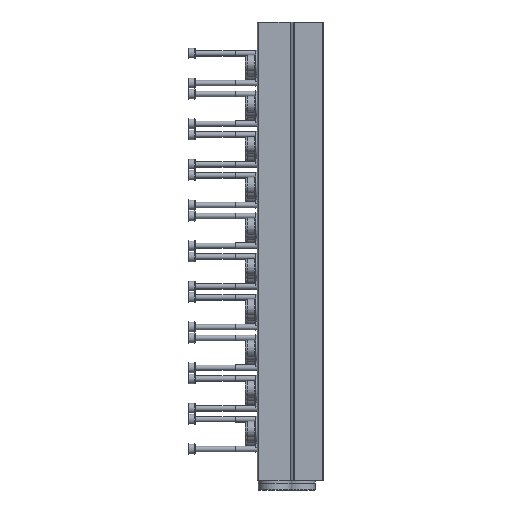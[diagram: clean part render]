
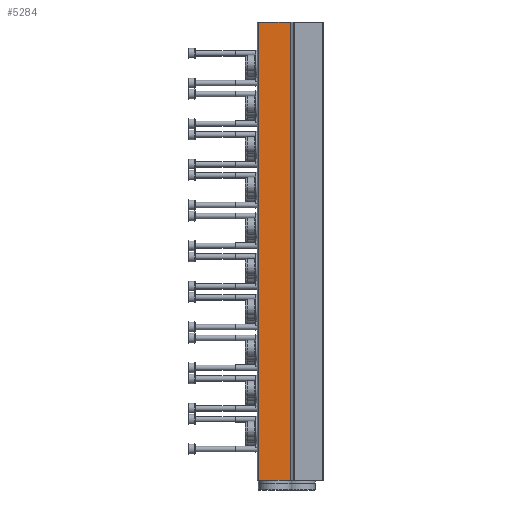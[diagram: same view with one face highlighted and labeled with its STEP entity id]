
A CAD part, left-side view. The second image highlights one B-rep face of the part: STEP entity #5284.
In plain terms, the highlighted planar face has unit normal (-1, 0, 0).
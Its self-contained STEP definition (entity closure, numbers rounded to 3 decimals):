
#270=PLANE('',#5694);
#834=ORIENTED_EDGE('',*,*,#2162,.F.);
#835=ORIENTED_EDGE('',*,*,#2161,.F.);
#836=ORIENTED_EDGE('',*,*,#2163,.T.);
#837=ORIENTED_EDGE('',*,*,#2164,.T.);
#2161=EDGE_CURVE('',#2825,#2823,#3316,.T.);
#2162=EDGE_CURVE('',#2823,#2826,#3317,.T.);
#2163=EDGE_CURVE('',#2825,#2827,#3318,.T.);
#2164=EDGE_CURVE('',#2827,#2826,#3319,.T.);
#2823=VERTEX_POINT('',#8769);
#2825=VERTEX_POINT('',#8773);
#2826=VERTEX_POINT('',#8777);
#2827=VERTEX_POINT('',#8779);
#3316=LINE('',#8774,#3615);
#3317=LINE('',#8776,#3616);
#3318=LINE('',#8778,#3617);
#3319=LINE('',#8780,#3618);
#3615=VECTOR('',#6438,1000.);
#3616=VECTOR('',#6441,1000.);
#3617=VECTOR('',#6442,1000.);
#3618=VECTOR('',#6443,1000.);
#3930=EDGE_LOOP('',(#834,#835,#836,#837));
#4549=FACE_BOUND('',#3930,.T.);
#5284=ADVANCED_FACE('',(#4549),#270,.T.);
#5694=AXIS2_PLACEMENT_3D('',#8775,#6439,#6440);
#6438=DIRECTION('',(0.,0.,1.));
#6439=DIRECTION('',(-1.,0.,0.));
#6440=DIRECTION('',(0.,0.,1.));
#6441=DIRECTION('',(0.,-1.,0.));
#6442=DIRECTION('',(0.,-1.,0.));
#6443=DIRECTION('',(0.,0.,1.));
#8769=CARTESIAN_POINT('',(-32.1,35.,0.));
#8773=CARTESIAN_POINT('',(-32.1,35.,-248.));
#8774=CARTESIAN_POINT('',(-32.1,35.,-248.));
#8775=CARTESIAN_POINT('',(-32.1,35.,-248.));
#8776=CARTESIAN_POINT('',(-32.1,35.,0.));
#8777=CARTESIAN_POINT('',(-32.1,18.111,0.));
#8778=CARTESIAN_POINT('',(-32.1,35.,-248.));
#8779=CARTESIAN_POINT('',(-32.1,18.111,-248.));
#8780=CARTESIAN_POINT('',(-32.1,18.111,-248.));
